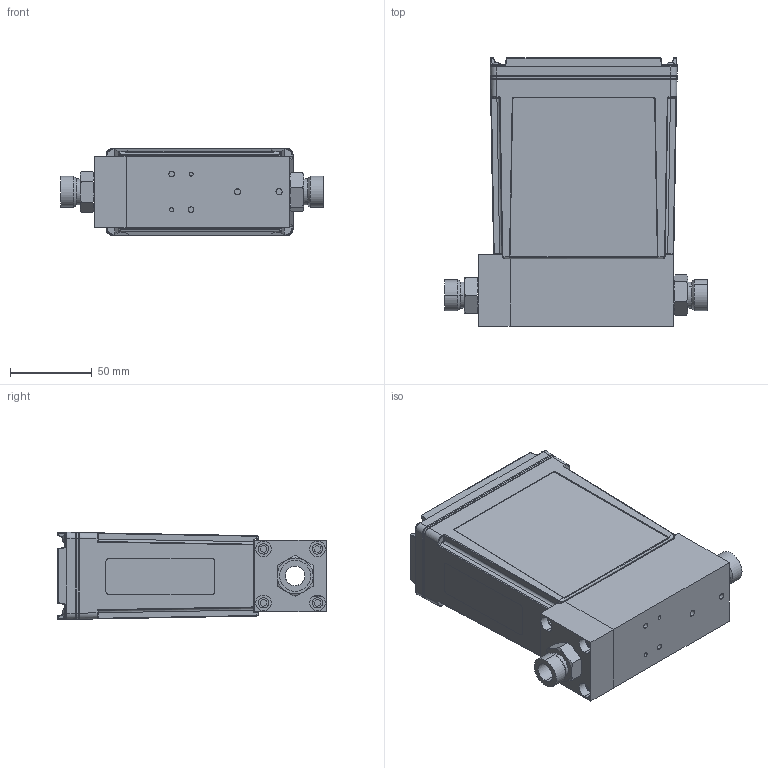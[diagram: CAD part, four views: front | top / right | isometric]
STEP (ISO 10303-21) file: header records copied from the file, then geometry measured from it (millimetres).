
FILE_DESCRIPTION (( 'STEP AP214' ), '1' );
FILE_NAME ('GE250-12MM TUBE-PROFIBUS.STEP', '2018-04-26T19:58:19', ( '' ), ( '' ), 'SwSTEP 2.0', 'SolidWorks 2015', '' );
FILE_SCHEMA (( 'AUTOMOTIVE_DESIGN' ));
Length unit declared in the file: inch
Products named in the file (1): GE250-12MM TUBE-PROFIBUS
Bounding box: 160.94 x 164.52 x 53.49 mm (x, y, z)
Surface area: 103482.2 mm2 (no closed solid volume)
Topology: 0 solids, 107 shells, 823 faces, 3683 edges, 2877 vertices
Faces by surface type: plane 394, cylinder 287, bspline 71, cone 34, sphere 21, torus 16
Entity records: 57303 total; most frequent: CARTESIAN_POINT 19022, DIRECTION 5180, ORIENTED_EDGE 5070, EDGE_CURVE 3660, VERTEX_POINT 2877, LINE 1978, VECTOR 1978, AXIS2_PLACEMENT_3D 1601
